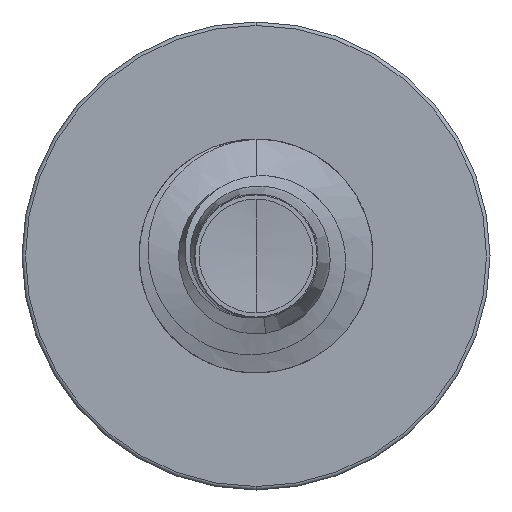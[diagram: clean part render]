
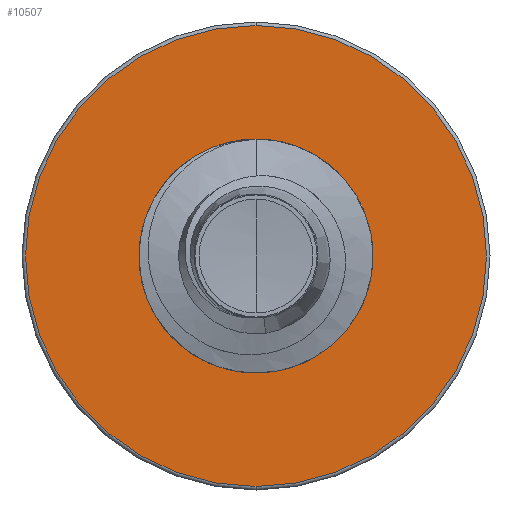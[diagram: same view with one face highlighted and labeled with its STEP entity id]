
A CAD part, front view. The second image highlights one B-rep face of the part: STEP entity #10507.
In plain terms, the highlighted planar face has unit normal (0, -1, 0).
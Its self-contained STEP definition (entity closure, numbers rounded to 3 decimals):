
#12 = CIRCLE ( 'NONE', #11450, 3.694 ) ;
#127 = ORIENTED_EDGE ( 'NONE', *, *, #6345, .T. ) ;
#947 = CARTESIAN_POINT ( 'NONE',  ( 0., 15., 0. ) ) ;
#1259 = AXIS2_PLACEMENT_3D ( 'NONE', #4910, #11955, #5922 ) ;
#1310 = CIRCLE ( 'NONE', #1259, 7.88 ) ;
#1847 = DIRECTION ( 'NONE',  ( 0., 1., 0. ) ) ;
#1972 = DIRECTION ( 'NONE',  ( 0., 0., 1. ) ) ;
#2366 = EDGE_LOOP ( 'NONE', ( #2565, #127 ) ) ;
#2565 = ORIENTED_EDGE ( 'NONE', *, *, #8660, .T. ) ;
#2806 = CARTESIAN_POINT ( 'NONE',  ( 0., 15., 7.88 ) ) ;
#2888 = AXIS2_PLACEMENT_3D ( 'NONE', #9768, #3697, #10766 ) ;
#3697 = DIRECTION ( 'NONE',  ( 0., 1., 0. ) ) ;
#3788 = VERTEX_POINT ( 'NONE', #11222 ) ;
#4439 = AXIS2_PLACEMENT_3D ( 'NONE', #947, #8073, #1972 ) ;
#4576 = VERTEX_POINT ( 'NONE', #6403 ) ;
#4764 = DIRECTION ( 'NONE',  ( 0., 0., 1. ) ) ;
#4884 = VERTEX_POINT ( 'NONE', #2806 ) ;
#4910 = CARTESIAN_POINT ( 'NONE',  ( 0., 15., 0. ) ) ;
#5184 = VERTEX_POINT ( 'NONE', #6886 ) ;
#5834 = ORIENTED_EDGE ( 'NONE', *, *, #7701, .F. ) ;
#5922 = DIRECTION ( 'NONE',  ( 0., 0., 1. ) ) ;
#6345 = EDGE_CURVE ( 'NONE', #3788, #4576, #12529, .T. ) ;
#6403 = CARTESIAN_POINT ( 'NONE',  ( 0., 15., 3.694 ) ) ;
#6763 = CARTESIAN_POINT ( 'NONE',  ( 0., 15., -3.694 ) ) ;
#6886 = CARTESIAN_POINT ( 'NONE',  ( 0., 15., -7.88 ) ) ;
#7701 = EDGE_CURVE ( 'NONE', #5184, #4884, #1310, .T. ) ;
#7949 = CARTESIAN_POINT ( 'NONE',  ( 0., 15., 0. ) ) ;
#8073 = DIRECTION ( 'NONE',  ( 0., 1., 0. ) ) ;
#8660 = EDGE_CURVE ( 'NONE', #4576, #3788, #12, .T. ) ;
#8810 = PLANE ( 'NONE',  #10293 ) ;
#8838 = EDGE_CURVE ( 'NONE', #4884, #5184, #9276, .T. ) ;
#8978 = DIRECTION ( 'NONE',  ( 0., 0., 1. ) ) ;
#9276 = CIRCLE ( 'NONE', #4439, 7.88 ) ;
#9435 = FACE_OUTER_BOUND ( 'NONE', #13045, .T. ) ;
#9745 = FACE_BOUND ( 'NONE', #2366, .T. ) ;
#9768 = CARTESIAN_POINT ( 'NONE',  ( 0., 15., 0. ) ) ;
#10293 = AXIS2_PLACEMENT_3D ( 'NONE', #6763, #10815, #4764 ) ;
#10507 = ADVANCED_FACE ( 'NONE', ( #9435, #9745 ), #8810, .F. ) ;
#10766 = DIRECTION ( 'NONE',  ( 0., 0., 1. ) ) ;
#10815 = DIRECTION ( 'NONE',  ( 0., 1., 0. ) ) ;
#11222 = CARTESIAN_POINT ( 'NONE',  ( 0., 15., -3.694 ) ) ;
#11450 = AXIS2_PLACEMENT_3D ( 'NONE', #7949, #1847, #8978 ) ;
#11955 = DIRECTION ( 'NONE',  ( 0., 1., 0. ) ) ;
#12159 = ORIENTED_EDGE ( 'NONE', *, *, #8838, .F. ) ;
#12529 = CIRCLE ( 'NONE', #2888, 3.694 ) ;
#13045 = EDGE_LOOP ( 'NONE', ( #12159, #5834 ) ) ;
